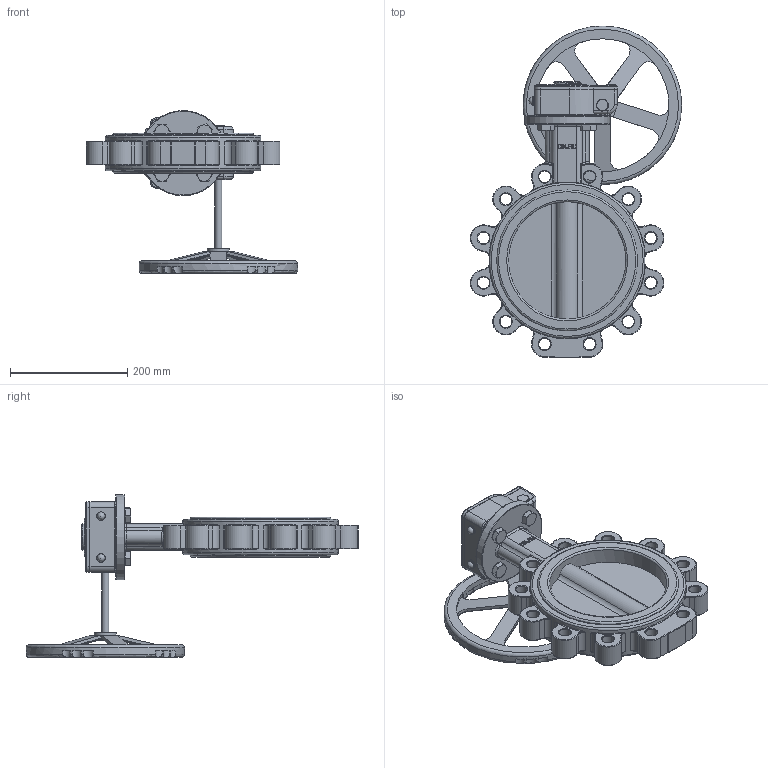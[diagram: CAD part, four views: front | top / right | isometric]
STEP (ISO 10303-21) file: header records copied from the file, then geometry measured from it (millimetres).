
FILE_DESCRIPTION(/* description */ (''),/* implementation_level */ '2;1');
FILE_NAME(/* name */ 'DN200_3D_STEP.stp',/* time_stamp */ '2025-04-17T17:41:09+03:00',/* author */ ('igorr'),/* organization */ (''),/* preprocessor_version */ 'ST-DEVELOPER v20',/* originating_system */ 'Autodesk Inventor 2025',/* authorisation */ '');
FILE_SCHEMA (('AUTOMOTIVE_DESIGN { 1 0 10303 214 3 1 1 }'));
Products named in the file (7): Сборка9; Деталь1; Сборка; Деталь 2; Деталь1_1; BS 4168 - M8 x 16; AS 1110 - M16 x 25
Assembly tree (12 placements, depth 3):
  Сборка9
    Деталь1
    Сборка
      Деталь 2
      Деталь1_1
      BS 4168 - M8 x 16  x4
    AS 1110 - M16 x 25  x4
Bounding box: 359.89 x 565.5 x 277.5 mm (x, y, z)
Volume: 4391951.6 mm3; surface area: 553424.8 mm2
Topology: 12 solids, 12 shells, 2028 faces, 4785 edges, 2807 vertices
Faces by surface type: cylinder 616, plane 575, bspline 404, torus 270, sphere 85, cone 78
Full cylindrical faces by diameter (mm): 5 x6, 6 x2, 8 x8, 10 x4, 10.8 x1, 12 x1, 15 x2, 16 x8, 17 x4, 20 x13, 20.4 x1, 24 x4, 32.7 x1, 37.8 x1, 43 x1, 44 x1, 45 x1, 145 x1, 200 x2, 226.8 x1, 240 x2, 265 x1, 270 x1
Entity records: 71908 total; most frequent: CARTESIAN_POINT 27307, ORIENTED_EDGE 8984, DIRECTION 8641, EDGE_CURVE 4492, AXIS2_PLACEMENT_3D 3415, VERTEX_POINT 2657, EDGE_LOOP 2039, FACE_OUTER_BOUND 1917
